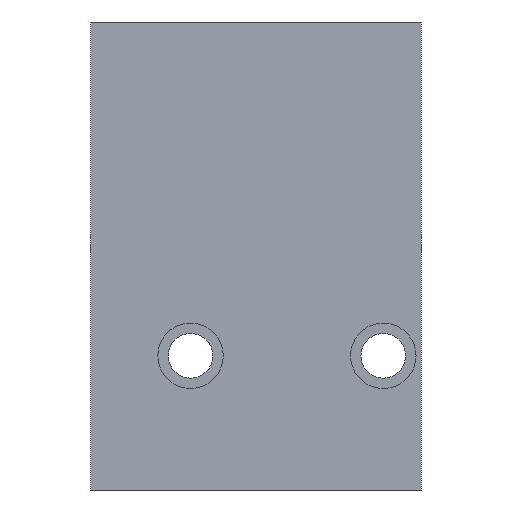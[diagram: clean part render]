
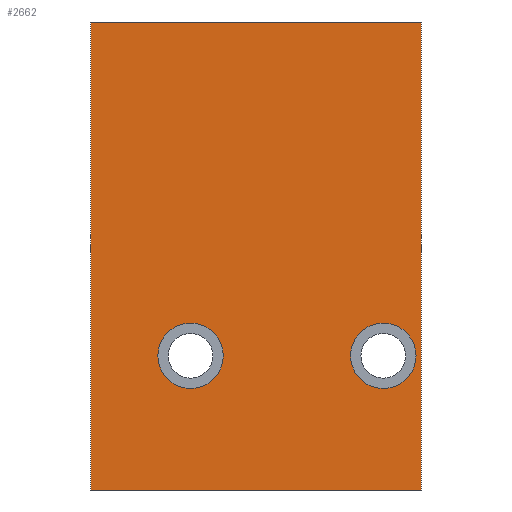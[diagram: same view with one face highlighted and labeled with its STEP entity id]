
A CAD part, front view. The second image highlights one B-rep face of the part: STEP entity #2662.
In plain terms, the highlighted planar face has unit normal (0, -1, 0).
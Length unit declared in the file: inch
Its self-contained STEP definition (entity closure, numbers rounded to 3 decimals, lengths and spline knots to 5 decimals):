
#5=DIRECTION('',(1.,0.,0.));
#6=VECTOR('',#5,3.);
#7=CARTESIAN_POINT('',(0.,-1.438,0.));
#8=LINE('',#7,#6);
#75=DIRECTION('',(0.,0.,1.));
#76=VECTOR('',#75,4.25);
#77=CARTESIAN_POINT('',(3.,-1.438,0.));
#78=LINE('',#77,#76);
#79=DIRECTION('',(0.,0.,1.));
#80=VECTOR('',#79,4.25);
#81=CARTESIAN_POINT('',(0.,-1.438,0.));
#82=LINE('',#81,#80);
#83=CARTESIAN_POINT('',(0.906,-1.438,1.219));
#84=DIRECTION('',(0.,1.,0.));
#85=DIRECTION('',(0.,0.,-1.));
#86=AXIS2_PLACEMENT_3D('',#83,#84,#85);
#88=CARTESIAN_POINT('',(0.906,-1.438,1.219));
#89=DIRECTION('',(0.,1.,0.));
#90=DIRECTION('',(0.,0.,1.));
#91=AXIS2_PLACEMENT_3D('',#88,#89,#90);
#93=CARTESIAN_POINT('',(2.656,-1.438,1.219));
#94=DIRECTION('',(0.,1.,0.));
#95=DIRECTION('',(0.,0.,-1.));
#96=AXIS2_PLACEMENT_3D('',#93,#94,#95);
#98=CARTESIAN_POINT('',(2.656,-1.438,1.219));
#99=DIRECTION('',(0.,1.,0.));
#100=DIRECTION('',(0.,0.,1.));
#101=AXIS2_PLACEMENT_3D('',#98,#99,#100);
#115=DIRECTION('',(1.,0.,0.));
#116=VECTOR('',#115,3.);
#117=CARTESIAN_POINT('',(0.,-1.438,4.25));
#118=LINE('',#117,#116);
#2331=CARTESIAN_POINT('',(0.,-1.438,0.));
#2333=VERTEX_POINT('',#2331);
#2334=CARTESIAN_POINT('',(3.,-1.438,0.));
#2335=VERTEX_POINT('',#2334);
#2339=CARTESIAN_POINT('',(0.,-1.438,4.25));
#2341=VERTEX_POINT('',#2339);
#2342=CARTESIAN_POINT('',(3.,-1.438,4.25));
#2343=VERTEX_POINT('',#2342);
#2529=CARTESIAN_POINT('',(0.906,-1.438,
0.922));
#2530=CARTESIAN_POINT('',(0.906,-1.438,
1.516));
#2531=VERTEX_POINT('',#2529);
#2532=VERTEX_POINT('',#2530);
#2541=CARTESIAN_POINT('',(2.656,-1.438,
0.922));
#2542=CARTESIAN_POINT('',(2.656,-1.438,1.516));
#2543=VERTEX_POINT('',#2541);
#2544=VERTEX_POINT('',#2542);
#2638=CARTESIAN_POINT('',(0.,-1.438,0.));
#2639=DIRECTION('',(0.,-1.,0.));
#2640=DIRECTION('',(1.,0.,0.));
#2641=AXIS2_PLACEMENT_3D('',#2638,#2639,#2640);
#2642=PLANE('',#2641);
#2643=ORIENTED_EDGE('',*,*,#2556,.F.);
#2644=ORIENTED_EDGE('',*,*,#2587,.T.);
#2646=ORIENTED_EDGE('',*,*,#2645,.T.);
#2647=ORIENTED_EDGE('',*,*,#2630,.F.);
#2648=EDGE_LOOP('',(#2643,#2644,#2646,#2647));
#2649=FACE_OUTER_BOUND('',#2648,.F.);
#2651=ORIENTED_EDGE('',*,*,#2650,.F.);
#2653=ORIENTED_EDGE('',*,*,#2652,.F.);
#2654=EDGE_LOOP('',(#2651,#2653));
#2655=FACE_BOUND('',#2654,.F.);
#2657=ORIENTED_EDGE('',*,*,#2656,.F.);
#2659=ORIENTED_EDGE('',*,*,#2658,.F.);
#2660=EDGE_LOOP('',(#2657,#2659));
#2661=FACE_BOUND('',#2660,.F.);
#2662=ADVANCED_FACE('',(#2649,#2655,#2661),#2642,.T.);
#87=CIRCLE('',#86,0.297);
#92=CIRCLE('',#91,0.297);
#97=CIRCLE('',#96,0.297);
#102=CIRCLE('',#101,0.297);
#2556=EDGE_CURVE('',#2333,#2335,#8,.T.);
#2587=EDGE_CURVE('',#2333,#2341,#82,.T.);
#2630=EDGE_CURVE('',#2335,#2343,#78,.T.);
#2645=EDGE_CURVE('',#2341,#2343,#118,.T.);
#2650=EDGE_CURVE('',#2531,#2532,#87,.T.);
#2652=EDGE_CURVE('',#2532,#2531,#92,.T.);
#2656=EDGE_CURVE('',#2543,#2544,#97,.T.);
#2658=EDGE_CURVE('',#2544,#2543,#102,.T.);
